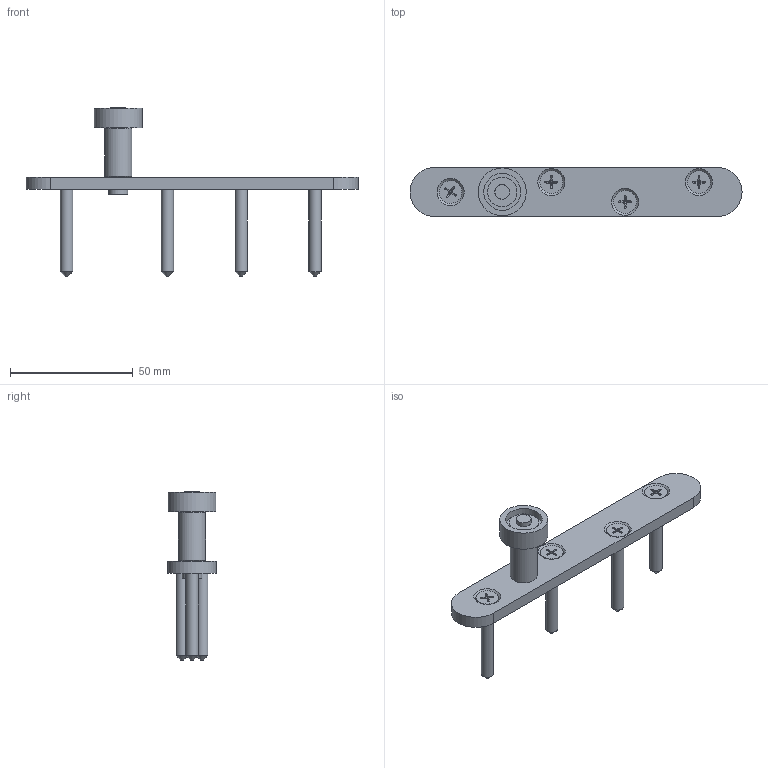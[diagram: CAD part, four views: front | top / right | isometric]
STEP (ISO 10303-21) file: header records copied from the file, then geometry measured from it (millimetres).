
FILE_DESCRIPTION(/* description */ ('Guide bas sur platine à visser pour rail GC6100'),/* implementation_level */ '2;1');
FILE_NAME(/* name */ '1102FXA2.stp',/* time_stamp */ '2019-08-05T11:14:36+02:00',/* author */ ('DOMINIQUE'),/* organization */ (''),/* preprocessor_version */ 'ST-DEVELOPER v17.2',/* originating_system */ 'Autodesk Inventor 2019',/* authorisation */ '');
FILE_SCHEMA (('AUTOMOTIVE_DESIGN { 1 0 10303 214 3 1 1 }'));
Length unit declared in the file: millimetre
Products named in the file (6): 1102FXA2; 24242; 24256; 06117; 22880; 09051
Assembly tree (8 placements, depth 2):
  1102FXA2
    24242
    24256
    06117  x4
    22880
    09051
Bounding box: 135 x 20 x 68.68 mm (x, y, z)
Volume: 19510.5 mm3; surface area: 12574.4 mm2
Topology: 8 solids, 8 shells, 157 faces, 433 edges, 296 vertices
Faces by surface type: cone 55, plane 54, cylinder 28, torus 20
Full cylindrical faces by diameter (mm): 4.509 x4, 5 x4, 5.5 x4, 5.9 x1, 6 x1, 7.9 x1, 8 x2, 8.1 x1, 9.3 x4, 11 x1, 12 x1, 15 x1, 19.5 x1
Entity records: 2453 total; most frequent: CARTESIAN_POINT 511, DIRECTION 396, ORIENTED_EDGE 342, AXIS2_PLACEMENT_3D 172, EDGE_CURVE 171, VERTEX_POINT 119, CIRCLE 91, EDGE_LOOP 86
